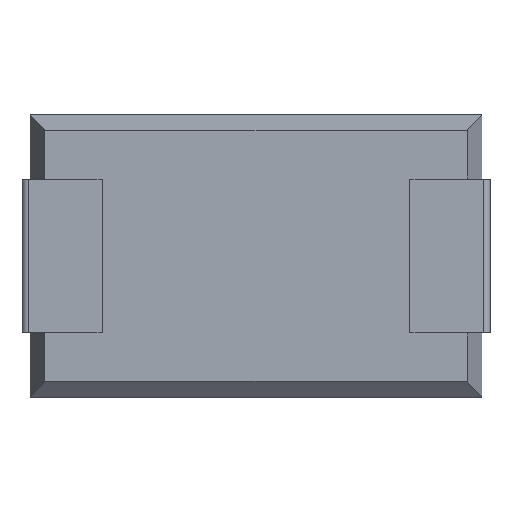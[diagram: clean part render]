
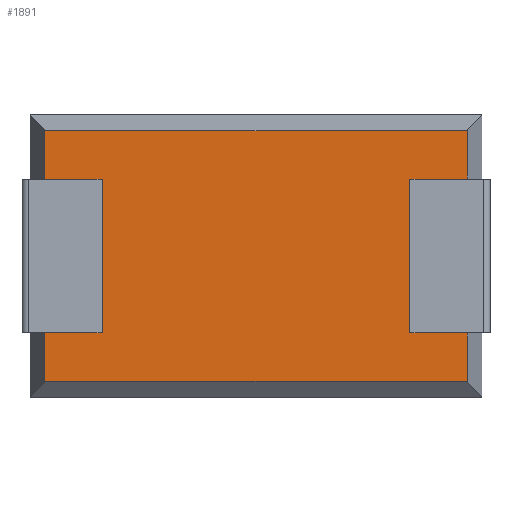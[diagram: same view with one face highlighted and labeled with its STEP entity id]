
A CAD part, front view. The second image highlights one B-rep face of the part: STEP entity #1891.
In plain terms, the highlighted planar face has unit normal (0, -1, 0).
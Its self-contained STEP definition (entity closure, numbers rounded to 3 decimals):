
#44 = ORIENTED_EDGE ( 'NONE', *, *, #224, .T. ) ;
#46 = EDGE_CURVE ( 'NONE', #2429, #801, #2399, .T. ) ;
#56 = VERTEX_POINT ( 'NONE', #652 ) ;
#123 = VECTOR ( 'NONE', #1257, 1000. ) ;
#224 = EDGE_CURVE ( 'NONE', #2429, #683, #1055, .T. ) ;
#323 = CARTESIAN_POINT ( 'NONE',  ( 0., 0., -0.263 ) ) ;
#371 = DIRECTION ( 'NONE',  ( -1., 0., 0. ) ) ;
#410 = CARTESIAN_POINT ( 'NONE',  ( 0.243, 0., -4.337 ) ) ;
#470 = CARTESIAN_POINT ( 'NONE',  ( 1.17, 0., -1.05 ) ) ;
#542 = CARTESIAN_POINT ( 'NONE',  ( 6.17, 0., -1.05 ) ) ;
#597 = LINE ( 'NONE', #1743, #2600 ) ;
#610 = ORIENTED_EDGE ( 'NONE', *, *, #861, .T. ) ;
#652 = CARTESIAN_POINT ( 'NONE',  ( 6.17, 0., -3.55 ) ) ;
#653 = EDGE_CURVE ( 'NONE', #3123, #801, #899, .T. ) ;
#683 = VERTEX_POINT ( 'NONE', #3015 ) ;
#701 = DIRECTION ( 'NONE',  ( 0., 0., 1. ) ) ;
#712 = CARTESIAN_POINT ( 'NONE',  ( 6.17, 0., -3.55 ) ) ;
#716 = EDGE_CURVE ( 'NONE', #56, #1477, #2452, .T. ) ;
#722 = VECTOR ( 'NONE', #2728, 1000. ) ;
#773 = VECTOR ( 'NONE', #3272, 1000. ) ;
#789 = DIRECTION ( 'NONE',  ( 1., 0., 0. ) ) ;
#801 = VERTEX_POINT ( 'NONE', #2791 ) ;
#821 = DIRECTION ( 'NONE',  ( 1., 0., 0. ) ) ;
#861 = EDGE_CURVE ( 'NONE', #1725, #1299, #1832, .T. ) ;
#884 = LINE ( 'NONE', #2799, #123 ) ;
#899 = LINE ( 'NONE', #2480, #773 ) ;
#901 = ORIENTED_EDGE ( 'NONE', *, *, #3363, .T. ) ;
#952 = VECTOR ( 'NONE', #821, 1000. ) ;
#955 = ORIENTED_EDGE ( 'NONE', *, *, #2332, .F. ) ;
#979 = EDGE_CURVE ( 'NONE', #3334, #1029, #2989, .T. ) ;
#983 = VERTEX_POINT ( 'NONE', #1629 ) ;
#1029 = VERTEX_POINT ( 'NONE', #2152 ) ;
#1040 = ORIENTED_EDGE ( 'NONE', *, *, #3346, .F. ) ;
#1042 = EDGE_CURVE ( 'NONE', #683, #1477, #1288, .T. ) ;
#1055 = LINE ( 'NONE', #2060, #2196 ) ;
#1101 = ORIENTED_EDGE ( 'NONE', *, *, #1042, .T. ) ;
#1227 = VECTOR ( 'NONE', #789, 1000. ) ;
#1257 = DIRECTION ( 'NONE',  ( 0., 0., 1. ) ) ;
#1288 = LINE ( 'NONE', #2139, #2547 ) ;
#1299 = VERTEX_POINT ( 'NONE', #3031 ) ;
#1337 = FACE_OUTER_BOUND ( 'NONE', #3104, .T. ) ;
#1376 = VECTOR ( 'NONE', #3322, 1000. ) ;
#1445 = VECTOR ( 'NONE', #371, 1000. ) ;
#1464 = ORIENTED_EDGE ( 'NONE', *, *, #716, .F. ) ;
#1475 = CARTESIAN_POINT ( 'NONE',  ( 0.243, 0., -1.05 ) ) ;
#1477 = VERTEX_POINT ( 'NONE', #2023 ) ;
#1492 = EDGE_CURVE ( 'NONE', #3123, #983, #2018, .T. ) ;
#1606 = LINE ( 'NONE', #1661, #1445 ) ;
#1629 = CARTESIAN_POINT ( 'NONE',  ( 1.17, 0., -1.05 ) ) ;
#1632 = DIRECTION ( 'NONE',  ( 0., 0., -1. ) ) ;
#1661 = CARTESIAN_POINT ( 'NONE',  ( 1.17, 0., -1.05 ) ) ;
#1694 = CARTESIAN_POINT ( 'NONE',  ( 0.243, 0., -4.6 ) ) ;
#1725 = VERTEX_POINT ( 'NONE', #2921 ) ;
#1743 = CARTESIAN_POINT ( 'NONE',  ( 6.17, 0., -1.05 ) ) ;
#1832 = LINE ( 'NONE', #542, #1227 ) ;
#1891 = ADVANCED_FACE ( 'NONE', ( #1337 ), #2190, .T. ) ;
#1912 = CARTESIAN_POINT ( 'NONE',  ( 0., 0., 0. ) ) ;
#1989 = CARTESIAN_POINT ( 'NONE',  ( 0.243, 0., -4.6 ) ) ;
#1995 = ORIENTED_EDGE ( 'NONE', *, *, #979, .F. ) ;
#2004 = AXIS2_PLACEMENT_3D ( 'NONE', #1912, #2413, #1632 ) ;
#2018 = LINE ( 'NONE', #470, #1376 ) ;
#2023 = CARTESIAN_POINT ( 'NONE',  ( 7.097, 0., -3.55 ) ) ;
#2060 = CARTESIAN_POINT ( 'NONE',  ( 0., 0., -4.337 ) ) ;
#2116 = EDGE_CURVE ( 'NONE', #1299, #1029, #884, .T. ) ;
#2123 = CARTESIAN_POINT ( 'NONE',  ( 1.17, 0., -3.55 ) ) ;
#2139 = CARTESIAN_POINT ( 'NONE',  ( 7.097, 0., -4.6 ) ) ;
#2152 = CARTESIAN_POINT ( 'NONE',  ( 7.097, 0., -0.263 ) ) ;
#2190 = PLANE ( 'NONE',  #2004 ) ;
#2196 = VECTOR ( 'NONE', #2847, 1000. ) ;
#2332 = EDGE_CURVE ( 'NONE', #983, #2626, #1606, .T. ) ;
#2340 = ORIENTED_EDGE ( 'NONE', *, *, #653, .T. ) ;
#2399 = LINE ( 'NONE', #1694, #722 ) ;
#2413 = DIRECTION ( 'NONE',  ( 0., -1., 0. ) ) ;
#2429 = VERTEX_POINT ( 'NONE', #410 ) ;
#2452 = LINE ( 'NONE', #712, #3069 ) ;
#2480 = CARTESIAN_POINT ( 'NONE',  ( 1.17, 0., -3.55 ) ) ;
#2547 = VECTOR ( 'NONE', #3181, 1000. ) ;
#2550 = CARTESIAN_POINT ( 'NONE',  ( 0.243, 0., -0.263 ) ) ;
#2592 = ORIENTED_EDGE ( 'NONE', *, *, #1492, .F. ) ;
#2600 = VECTOR ( 'NONE', #2800, 1000. ) ;
#2626 = VERTEX_POINT ( 'NONE', #1475 ) ;
#2728 = DIRECTION ( 'NONE',  ( 0., 0., 1. ) ) ;
#2757 = ORIENTED_EDGE ( 'NONE', *, *, #46, .F. ) ;
#2791 = CARTESIAN_POINT ( 'NONE',  ( 0.243, 0., -3.55 ) ) ;
#2799 = CARTESIAN_POINT ( 'NONE',  ( 7.097, 0., -4.6 ) ) ;
#2800 = DIRECTION ( 'NONE',  ( 0., 0., 1. ) ) ;
#2804 = DIRECTION ( 'NONE',  ( 1., 0., 0. ) ) ;
#2847 = DIRECTION ( 'NONE',  ( 1., 0., 0. ) ) ;
#2921 = CARTESIAN_POINT ( 'NONE',  ( 6.17, 0., -1.05 ) ) ;
#2925 = VECTOR ( 'NONE', #701, 1000. ) ;
#2989 = LINE ( 'NONE', #323, #952 ) ;
#3015 = CARTESIAN_POINT ( 'NONE',  ( 7.097, 0., -4.337 ) ) ;
#3031 = CARTESIAN_POINT ( 'NONE',  ( 7.097, 0., -1.05 ) ) ;
#3069 = VECTOR ( 'NONE', #2804, 1000. ) ;
#3104 = EDGE_LOOP ( 'NONE', ( #610, #3119, #1995, #1040, #955, #2592, #2340, #2757, #44, #1101, #1464, #901 ) ) ;
#3119 = ORIENTED_EDGE ( 'NONE', *, *, #2116, .T. ) ;
#3123 = VERTEX_POINT ( 'NONE', #2123 ) ;
#3181 = DIRECTION ( 'NONE',  ( 0., 0., 1. ) ) ;
#3252 = LINE ( 'NONE', #1989, #2925 ) ;
#3272 = DIRECTION ( 'NONE',  ( -1., 0., 0. ) ) ;
#3322 = DIRECTION ( 'NONE',  ( 0., 0., 1. ) ) ;
#3334 = VERTEX_POINT ( 'NONE', #2550 ) ;
#3346 = EDGE_CURVE ( 'NONE', #2626, #3334, #3252, .T. ) ;
#3363 = EDGE_CURVE ( 'NONE', #56, #1725, #597, .T. ) ;
